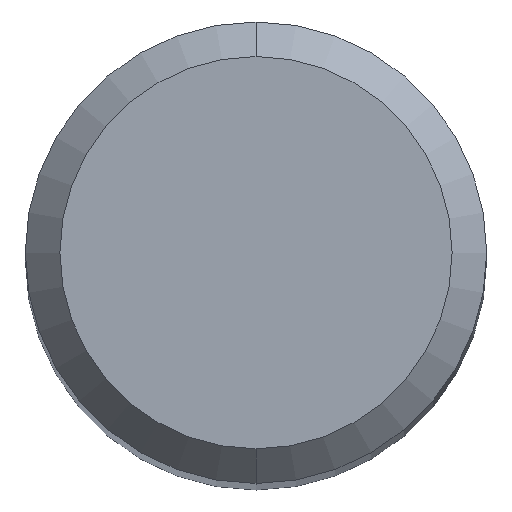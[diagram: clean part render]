
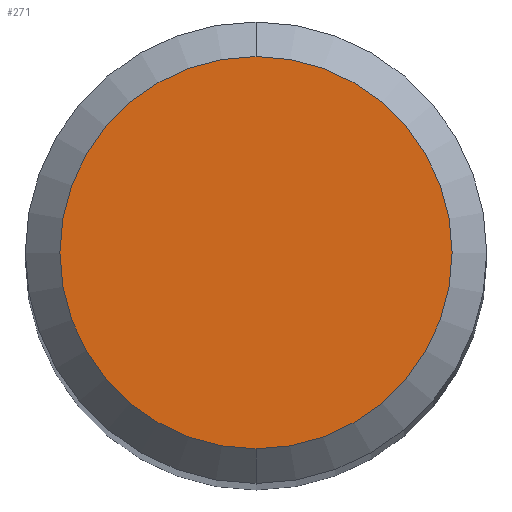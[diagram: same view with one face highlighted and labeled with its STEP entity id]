
A CAD part, top view. The second image highlights one B-rep face of the part: STEP entity #271.
In plain terms, the highlighted planar face has unit normal (0, 0, 1).
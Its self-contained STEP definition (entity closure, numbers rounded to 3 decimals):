
#271=ADVANCED_FACE('',(#587),#588,.T.);
#403=EDGE_CURVE('',#455,#425,#733,.T.);
#425=VERTEX_POINT('',#757);
#455=VERTEX_POINT('',#791);
#461=EDGE_CURVE('',#425,#455,#798,.T.);
#587=FACE_OUTER_BOUND('',#1072,.T.);
#588=PLANE('',#1073);
#733=CIRCLE('',#1363,1.7);
#757=CARTESIAN_POINT('',(0.,-1.7,0.0));
#791=CARTESIAN_POINT('',(0.0,1.7,0.0));
#798=CIRCLE('',#1441,1.7);
#1072=EDGE_LOOP('',(#1559,#1560));
#1073=AXIS2_PLACEMENT_3D('',#1561,#1562,#1563);
#1363=AXIS2_PLACEMENT_3D('',#1723,#1724,#1725);
#1441=AXIS2_PLACEMENT_3D('',#1802,#1803,#1804);
#1559=ORIENTED_EDGE('',*,*,#403,.F.);
#1560=ORIENTED_EDGE('',*,*,#461,.F.);
#1561=CARTESIAN_POINT('',(0.0,0.85,0.0));
#1562=DIRECTION('',(-0.0,0.0,1.0));
#1563=DIRECTION('',(0.0,-1.0,0.0));
#1723=CARTESIAN_POINT('',(0.0,0.0,0.0));
#1724=DIRECTION('',(0.0,0.0,-1.0));
#1725=DIRECTION('',(0.0,1.0,0.0));
#1802=CARTESIAN_POINT('',(0.0,0.0,0.0));
#1803=DIRECTION('',(0.0,0.0,-1.0));
#1804=DIRECTION('',(0.0,1.0,0.0));
